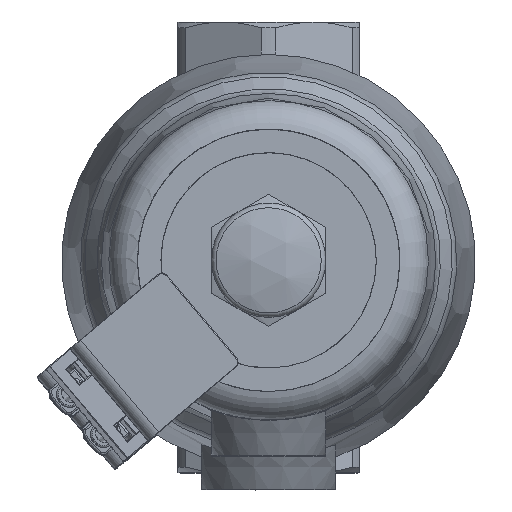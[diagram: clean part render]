
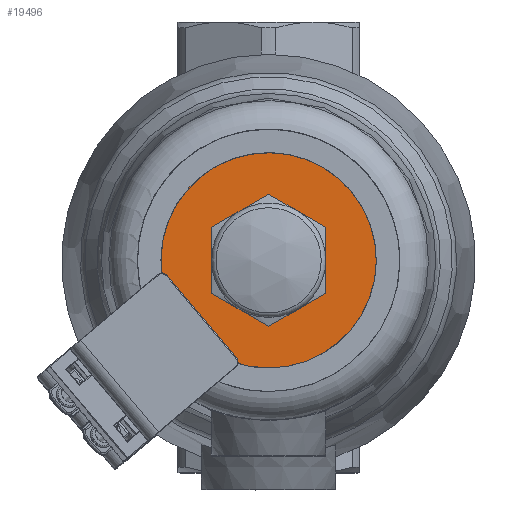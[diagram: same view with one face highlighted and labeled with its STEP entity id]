
A CAD part, top view. The second image highlights one B-rep face of the part: STEP entity #19496.
In plain terms, the highlighted planar face has unit normal (0, 0, 1).
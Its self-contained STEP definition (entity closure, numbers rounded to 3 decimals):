
#2791=LINE('',#45354,#4340);
#4340=VECTOR('',#23958,16.);
#5093=PLANE('',#20715);
#5357=FACE_BOUND('',#7428,.T.);
#6293=FACE_OUTER_BOUND('',#7427,.T.);
#7427=EDGE_LOOP('',(#16523,#16524,#16525,#16526));
#7428=EDGE_LOOP('',(#16527));
#8285=CIRCLE('',#20707,8.5);
#8288=CIRCLE('',#20712,16.);
#8291=CIRCLE('',#20716,0.9);
#8292=CIRCLE('',#20717,0.9);
#9656=VERTEX_POINT('',#45322);
#9660=VERTEX_POINT('',#45336);
#9661=VERTEX_POINT('',#45338);
#9664=VERTEX_POINT('',#45351);
#9665=VERTEX_POINT('',#45353);
#12069=EDGE_CURVE('',#9656,#9656,#8285,.T.);
#12073=EDGE_CURVE('',#9661,#9660,#8288,.T.);
#12077=EDGE_CURVE('',#9664,#9660,#8291,.T.);
#12078=EDGE_CURVE('',#9665,#9664,#2791,.T.);
#12079=EDGE_CURVE('',#9661,#9665,#8292,.T.);
#16523=ORIENTED_EDGE('',*,*,#12077,.F.);
#16524=ORIENTED_EDGE('',*,*,#12078,.F.);
#16525=ORIENTED_EDGE('',*,*,#12079,.F.);
#16526=ORIENTED_EDGE('',*,*,#12073,.T.);
#16527=ORIENTED_EDGE('',*,*,#12069,.T.);
#19496=ADVANCED_FACE('',(#6293,#5357),#5093,.T.);
#20707=AXIS2_PLACEMENT_3D('',#45323,#23938,#23939);
#20712=AXIS2_PLACEMENT_3D('',#45339,#23948,#23949);
#20715=AXIS2_PLACEMENT_3D('',#45350,#23954,#23955);
#20716=AXIS2_PLACEMENT_3D('',#45352,#23956,#23957);
#20717=AXIS2_PLACEMENT_3D('',#45355,#23959,#23960);
#23938=DIRECTION('center_axis',(0.,0.,
-1.));
#23939=DIRECTION('ref_axis',(0.,1.,0.));
#23948=DIRECTION('center_axis',(0.,0.,
1.));
#23949=DIRECTION('ref_axis',(0.,-1.,0.));
#23954=DIRECTION('center_axis',(0.,0.,
1.));
#23955=DIRECTION('ref_axis',(1.,0.,0.));
#23956=DIRECTION('center_axis',(0.,0.,
1.));
#23957=DIRECTION('ref_axis',(0.084,0.996,0.));
#23958=DIRECTION('',(-0.645,0.764,0.));
#23959=DIRECTION('center_axis',(0.,0.,
1.));
#23960=DIRECTION('ref_axis',(0.996,-0.084,0.));
#45322=CARTESIAN_POINT('',(0.,8.5,345.4));
#45323=CARTESIAN_POINT('Origin',(0.,0.,
345.4));
#45336=CARTESIAN_POINT('',(-15.872,-2.016,345.4));
#45338=CARTESIAN_POINT('',(-4.654,-15.308,345.4));
#45339=CARTESIAN_POINT('Origin',(0.,0.,
345.4));
#45350=CARTESIAN_POINT('Origin',(0.,-11.75,
345.4));
#45351=CARTESIAN_POINT('',(-15.171,-2.336,345.4));
#45352=CARTESIAN_POINT('Origin',(-15.859,-2.916,345.4));
#45353=CARTESIAN_POINT('',(-4.851,-14.563,345.4));
#45354=CARTESIAN_POINT('',(-10.011,-8.449,345.4));
#45355=CARTESIAN_POINT('Origin',(-5.539,-15.143,345.4));
